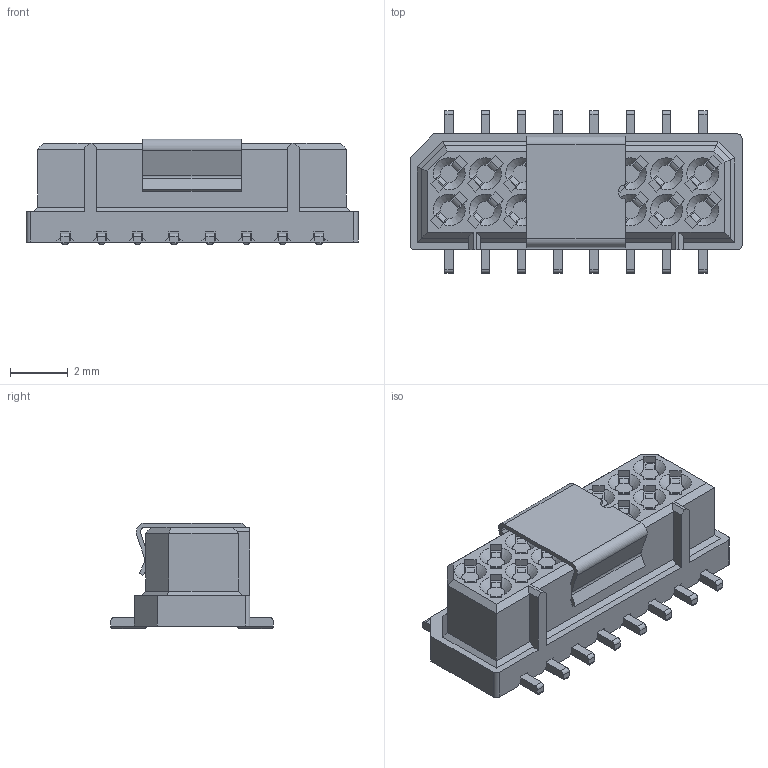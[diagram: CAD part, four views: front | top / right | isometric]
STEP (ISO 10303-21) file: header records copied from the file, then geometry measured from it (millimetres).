
FILE_DESCRIPTION( ('This file contains a STEP AP42 implementation' ,'as created by ZW3D STEP Interface translator.') ,'2;1' );
FILE_NAME( '3651-S016-034XXR02.stp' ,'2411 2.11 921', (''), ('ZWCAD Software Co.'), 'Version 1.0', 'ZW3D to STEP translator', '' );
FILE_SCHEMA(('AUTOMOTIVE_DESIGN { 1 0 10303 214 1 1 1 1 }'));
Length unit declared in the file: millimetre
Products named in the file (2): 0; 3651-S016-034XXR02
Bounding box: 11.45 x 5.6 x 3.65 mm (x, y, z)
Volume: 127 mm3; surface area: 293.4 mm2
Topology: 2 solids, 2 shells, 862 faces, 2322 edges, 1512 vertices
Faces by surface type: plane 658, cylinder 156, cone 48
Entity records: 27932 total; most frequent: CARTESIAN_POINT 5081, ORIENTED_EDGE 4644, DIRECTION 4392, EDGE_CURVE 2322, VECTOR 1850, LINE 1850, VERTEX_POINT 1512, AXIS2_PLACEMENT_3D 1271
